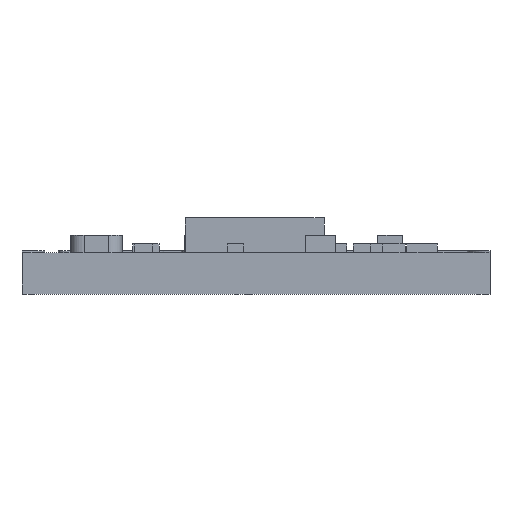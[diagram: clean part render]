
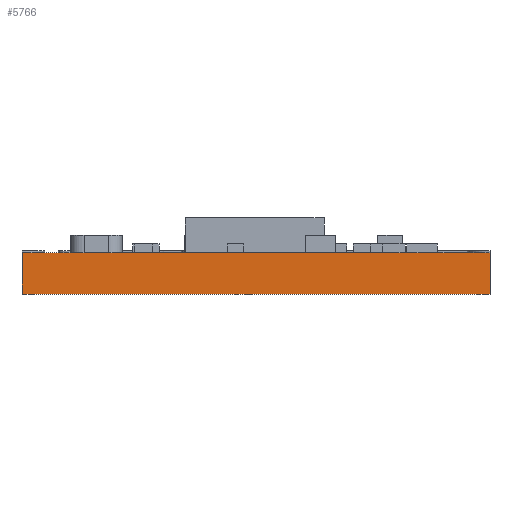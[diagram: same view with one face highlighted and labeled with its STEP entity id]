
A CAD part, front view. The second image highlights one B-rep face of the part: STEP entity #5766.
In plain terms, the highlighted planar face has unit normal (0, -1, 0).
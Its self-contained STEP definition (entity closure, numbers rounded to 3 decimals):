
#773=FACE_OUTER_BOUND('',#1095,.T.);
#1095=EDGE_LOOP('',(#5256,#5257,#5258,#5259));
#1173=LINE('',#8216,#1803);
#1704=LINE('',#9561,#2334);
#1717=LINE('',#9584,#2347);
#1725=LINE('',#9594,#2355);
#1803=VECTOR('',#6296,10.);
#2334=VECTOR('',#7487,10.);
#2347=VECTOR('',#7516,10.);
#2355=VECTOR('',#7528,10.);
#2456=VERTEX_POINT('',#8213);
#2457=VERTEX_POINT('',#8215);
#2881=VERTEX_POINT('',#9560);
#2883=VERTEX_POINT('',#9583);
#3020=EDGE_CURVE('',#2457,#2456,#1173,.T.);
#3654=EDGE_CURVE('',#2457,#2881,#1704,.T.);
#3667=EDGE_CURVE('',#2881,#2883,#1717,.T.);
#3675=EDGE_CURVE('',#2456,#2883,#1725,.T.);
#5256=ORIENTED_EDGE('',*,*,#3020,.T.);
#5257=ORIENTED_EDGE('',*,*,#3675,.T.);
#5258=ORIENTED_EDGE('',*,*,#3667,.F.);
#5259=ORIENTED_EDGE('',*,*,#3654,.F.);
#5472=PLANE('',#6158);
#5766=ADVANCED_FACE('',(#773),#5472,.T.);
#6158=AXIS2_PLACEMENT_3D('',#9603,#7545,#7546);
#6296=DIRECTION('',(-1.,0.,0.));
#7487=DIRECTION('',(0.,0.,-1.));
#7516=DIRECTION('',(-1.,0.,0.));
#7528=DIRECTION('',(0.,0.,-1.));
#7545=DIRECTION('center_axis',(0.,-1.,0.));
#7546=DIRECTION('ref_axis',(-1.,0.,0.));
#8213=CARTESIAN_POINT('',(-6.75,0.,0.));
#8215=CARTESIAN_POINT('',(6.75,0.,0.));
#8216=CARTESIAN_POINT('',(6.75,0.,0.));
#9560=CARTESIAN_POINT('',(6.75,0.,-1.2));
#9561=CARTESIAN_POINT('',(6.75,0.,0.));
#9583=CARTESIAN_POINT('',(-6.75,0.,-1.2));
#9584=CARTESIAN_POINT('',(6.75,0.,-1.2));
#9594=CARTESIAN_POINT('',(-6.75,0.,0.));
#9603=CARTESIAN_POINT('Origin',(6.75,0.,0.));
